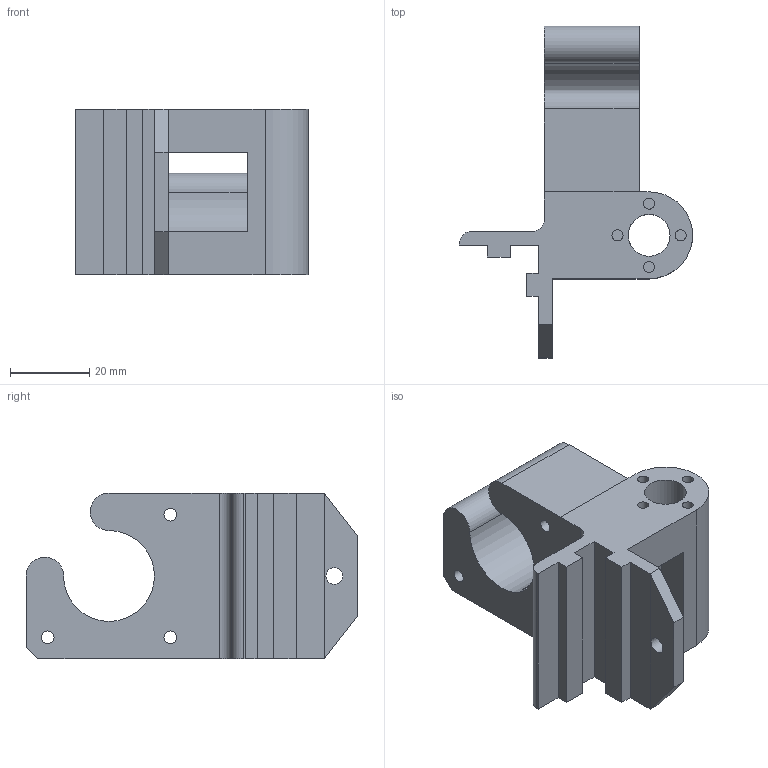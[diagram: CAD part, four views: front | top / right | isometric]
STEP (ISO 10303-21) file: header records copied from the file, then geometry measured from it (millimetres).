
FILE_DESCRIPTION(('FreeCAD Model'),'2;1');
FILE_NAME('Open CASCADE Shape Model','2022-04-16T09:46:45',('Author'),( ''),'Open CASCADE STEP processor 7.5','FreeCAD','Unknown');
FILE_SCHEMA(('AUTOMOTIVE_DESIGN { 1 0 10303 214 1 1 1 1 }'));
Length unit declared in the file: millimetre
Products named in the file (1): motor.holder
Bounding box: 59 x 84 x 42 mm (x, y, z)
Volume: 46312.5 mm3; surface area: 19975.3 mm2
Topology: 1 solids, 1 shells, 62 faces, 152 edges, 99 vertices
Faces by surface type: plane 42, cylinder 20
Full cylindrical faces by diameter (mm): 2.8 x6, 3.2 x3, 4.2 x1, 6.8 x3, 10.6 x1
Entity records: 3898 total; most frequent: CARTESIAN_POINT 714, DIRECTION 610, LINE 368, VECTOR 368, ORIENTED_EDGE 304, PCURVE 304, DEFINITIONAL_REPRESENTATION 304, EDGE_CURVE 152
